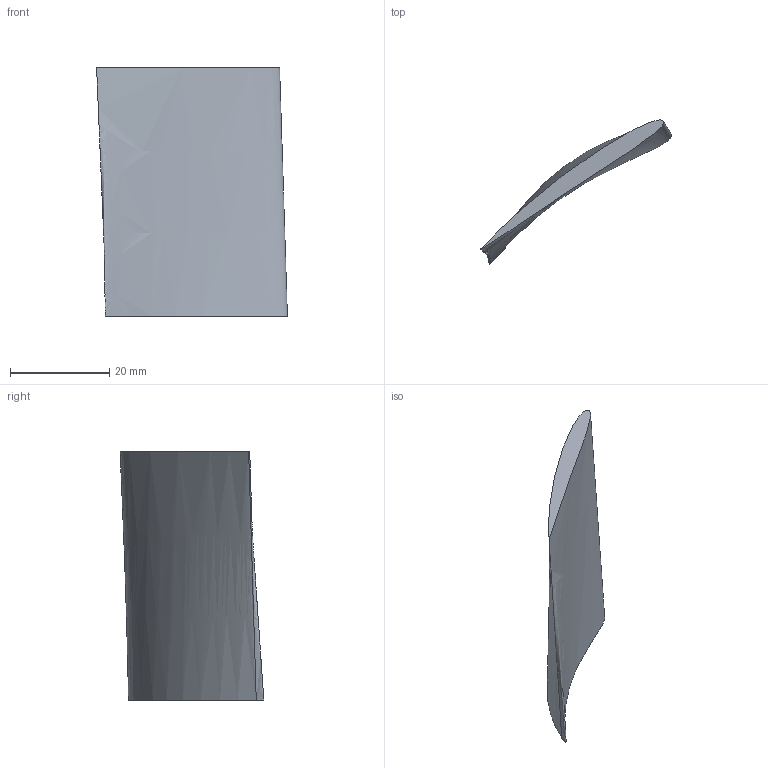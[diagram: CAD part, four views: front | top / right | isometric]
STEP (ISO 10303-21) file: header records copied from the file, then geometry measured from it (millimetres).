
FILE_DESCRIPTION((''),'2;1');
FILE_NAME('IMPELLER','2018-01-29T',('Naveen'),(''),'CREO PARAMETRIC BY PTC INC, 2014440','CREO PARAMETRIC BY PTC INC, 2014440','');
FILE_SCHEMA(('CONFIG_CONTROL_DESIGN'));
Length unit declared in the file: millimetre
Products named in the file (1): IMPELLER
Bounding box: 38.42 x 28.93 x 50 mm (x, y, z)
Volume: 7482.4 mm3; surface area: 4904 mm2
Topology: 1 solids, 1 shells, 4 faces, 8 edges, 72 vertices
Faces by surface type: plane 2, bspline 2
Entity records: 1000 total; most frequent: CARTESIAN_POINT 883, ORIENTED_EDGE 12, DIRECTION 10, B_SPLINE_CURVE_WITH_KNOTS 6, EDGE_CURVE 6, VERTEX_POINT 4, AXIS2_PLACEMENT_3D 4, EDGE_LOOP 4
